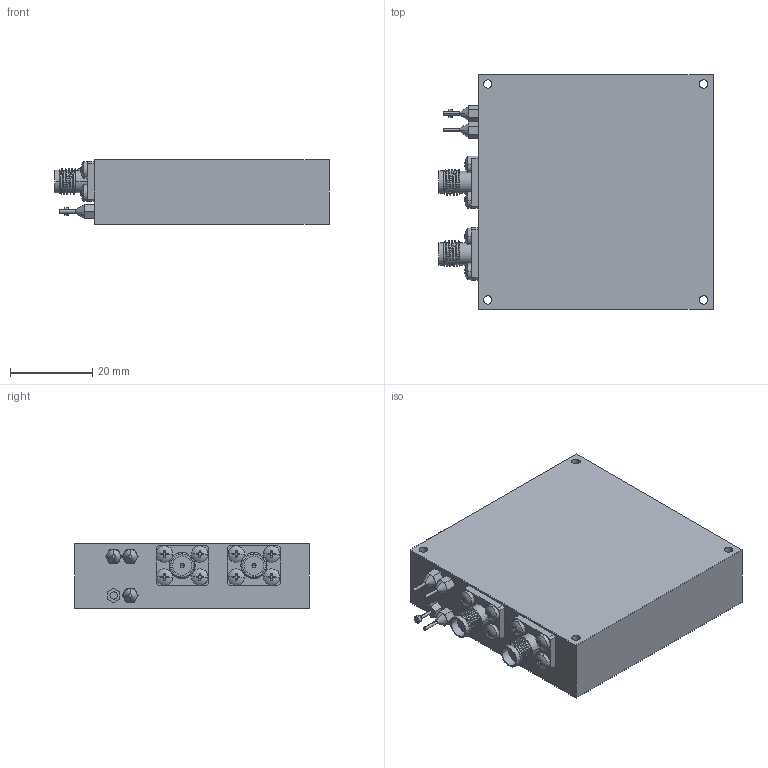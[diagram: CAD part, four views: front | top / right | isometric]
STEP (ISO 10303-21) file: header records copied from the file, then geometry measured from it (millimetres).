
FILE_DESCRIPTION (( 'STEP AP203' ), '1' );
FILE_NAME ('OP-EC-SM3.STEP', '2021-10-06T17:45:27', ( '' ), ( '' ), 'SwSTEP 2.0', 'SolidWorks 2021', '' );
FILE_SCHEMA (( 'CONFIG_CONTROL_DESIGN' ));
Length unit declared in the file: millimetre
Products named in the file (1): OP-EC-SM3
Bounding box: 66.8 x 57.2 x 15.7 mm (x, y, z)
Volume: 52098.7 mm3; surface area: 11704.4 mm2
Topology: 1 solids, 10 shells, 375 faces, 976 edges, 631 vertices
Faces by surface type: plane 199, cylinder 136, cone 18, sphere 16, bspline 6
Entity records: 14129 total; most frequent: CARTESIAN_POINT 4973, ORIENTED_EDGE 1940, DIRECTION 1906, EDGE_CURVE 970, AXIS2_PLACEMENT_3D 734, VERTEX_POINT 631, LINE 438, VECTOR 438
